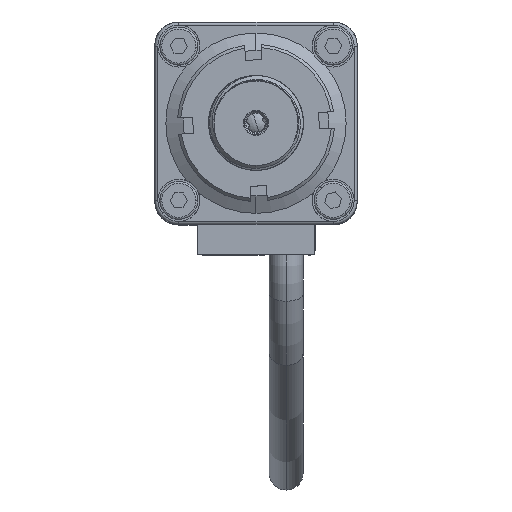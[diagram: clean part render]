
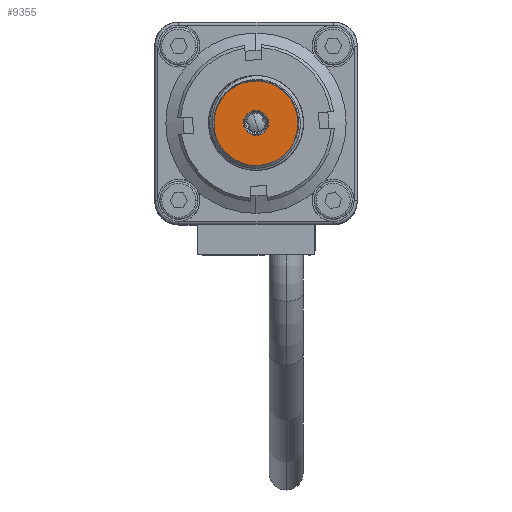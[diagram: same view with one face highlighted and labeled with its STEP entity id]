
A CAD part, top view. The second image highlights one B-rep face of the part: STEP entity #9355.
In plain terms, the highlighted planar face has unit normal (0, 0, 1).
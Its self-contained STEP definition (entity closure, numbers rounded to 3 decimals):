
#597 = AXIS2_PLACEMENT_3D ( 'NONE', #35024, #7351, #20429 ) ;
#644 = DIRECTION ( 'NONE',  ( 1., 0., 0. ) ) ;
#3334 = AXIS2_PLACEMENT_3D ( 'NONE', #3842, #31308, #644 ) ;
#3435 = VERTEX_POINT ( 'NONE', #22661 ) ;
#3842 = CARTESIAN_POINT ( 'NONE',  ( 0., 0., 20. ) ) ;
#4139 = CARTESIAN_POINT ( 'NONE',  ( 1.773, -3.863, 20. ) ) ;
#4154 = EDGE_CURVE ( 'NONE', #3435, #39432, #13582, .T. ) ;
#4644 = EDGE_CURVE ( 'NONE', #15489, #33502, #20736, .T. ) ;
#5640 = CARTESIAN_POINT ( 'NONE',  ( 1.25, 0., 20. ) ) ;
#6425 = AXIS2_PLACEMENT_3D ( 'NONE', #19439, #16807, #16010 ) ;
#6903 = EDGE_CURVE ( 'NONE', #35901, #20901, #35895, .T. ) ;
#7182 = EDGE_LOOP ( 'NONE', ( #30603, #23493, #16992, #29124, #7569 ) ) ;
#7351 = DIRECTION ( 'NONE',  ( 0., 0., 1. ) ) ;
#7569 = ORIENTED_EDGE ( 'NONE', *, *, #30456, .T. ) ;
#7683 = CARTESIAN_POINT ( 'NONE',  ( 0.233, -4.178, 20. ) ) ;
#7785 = DIRECTION ( 'NONE',  ( 1., 0., 0. ) ) ;
#8052 = CARTESIAN_POINT ( 'NONE',  ( -1.382, -4.019, 20. ) ) ;
#8168 = CARTESIAN_POINT ( 'NONE',  ( 0., 0., 20. ) ) ;
#9279 = CARTESIAN_POINT ( 'NONE',  ( 4.25, 0., 20. ) ) ;
#9355 = ADVANCED_FACE ( 'NONE', ( #31575, #25523 ), #34623, .T. ) ;
#9919 = DIRECTION ( 'NONE',  ( 1., 0., 0. ) ) ;
#11274 = AXIS2_PLACEMENT_3D ( 'NONE', #34970, #34357, #9919 ) ;
#11501 = DIRECTION ( 'NONE',  ( 0., 0., 1. ) ) ;
#13582 = CIRCLE ( 'NONE', #17430, 1.25 ) ;
#13707 = ORIENTED_EDGE ( 'NONE', *, *, #4154, .F. ) ;
#13723 = CARTESIAN_POINT ( 'NONE',  ( 1.773, -3.863, 20. ) ) ;
#15489 = VERTEX_POINT ( 'NONE', #9279 ) ;
#16010 = DIRECTION ( 'NONE',  ( 1., 0., 0. ) ) ;
#16557 = B_SPLINE_CURVE_WITH_KNOTS ( 'NONE', 3,
 ( #13723, #32333, #38401, #19976, #35371, #7683 ),
 .UNSPECIFIED., .F., .F.,
 ( 4, 2, 4 ),
 ( 0.004, 0.005, 0.006 ),
 .UNSPECIFIED. ) ;
#16807 = DIRECTION ( 'NONE',  ( 0., 0., 1. ) ) ;
#16992 = ORIENTED_EDGE ( 'NONE', *, *, #34340, .T. ) ;
#17126 = CARTESIAN_POINT ( 'NONE',  ( 0., 0., 20. ) ) ;
#17430 = AXIS2_PLACEMENT_3D ( 'NONE', #8168, #23126, #7785 ) ;
#17969 = CIRCLE ( 'NONE', #597, 4.25 ) ;
#19304 = EDGE_CURVE ( 'NONE', #34895, #35901, #16557, .T. ) ;
#19439 = CARTESIAN_POINT ( 'NONE',  ( 0., 0., 20. ) ) ;
#19976 = CARTESIAN_POINT ( 'NONE',  ( 0.759, -4.145, 20. ) ) ;
#20429 = DIRECTION ( 'NONE',  ( 1., 0., 0. ) ) ;
#20545 = CARTESIAN_POINT ( 'NONE',  ( -1.121, -4.097, 20. ) ) ;
#20736 = CIRCLE ( 'NONE', #3334, 4.25 ) ;
#20901 = VERTEX_POINT ( 'NONE', #26756 ) ;
#22351 = CARTESIAN_POINT ( 'NONE',  ( -4.25, 0., 20. ) ) ;
#22661 = CARTESIAN_POINT ( 'NONE',  ( -1.25, 0., 20. ) ) ;
#23126 = DIRECTION ( 'NONE',  ( 0., 0., 1. ) ) ;
#23194 = CARTESIAN_POINT ( 'NONE',  ( -0.312, -4.202, 20. ) ) ;
#23493 = ORIENTED_EDGE ( 'NONE', *, *, #19304, .F. ) ;
#24524 = ORIENTED_EDGE ( 'NONE', *, *, #26754, .F. ) ;
#25523 = FACE_BOUND ( 'NONE', #33409, .T. ) ;
#26754 = EDGE_CURVE ( 'NONE', #39432, #3435, #28690, .T. ) ;
#26756 = CARTESIAN_POINT ( 'NONE',  ( -1.382, -4.019, 20. ) ) ;
#26843 = DIRECTION ( 'NONE',  ( 1., 0., 0. ) ) ;
#27951 = CIRCLE ( 'NONE', #29903, 4.25 ) ;
#28690 = CIRCLE ( 'NONE', #11274, 1.25 ) ;
#29124 = ORIENTED_EDGE ( 'NONE', *, *, #4644, .T. ) ;
#29903 = AXIS2_PLACEMENT_3D ( 'NONE', #17126, #11501, #26843 ) ;
#30456 = EDGE_CURVE ( 'NONE', #33502, #20901, #17969, .T. ) ;
#30603 = ORIENTED_EDGE ( 'NONE', *, *, #6903, .F. ) ;
#31308 = DIRECTION ( 'NONE',  ( 0., 0., 1. ) ) ;
#31413 = CARTESIAN_POINT ( 'NONE',  ( 0.233, -4.178, 20. ) ) ;
#31575 = FACE_OUTER_BOUND ( 'NONE', #7182, .T. ) ;
#32333 = CARTESIAN_POINT ( 'NONE',  ( 1.53, -3.962, 20. ) ) ;
#32900 = CARTESIAN_POINT ( 'NONE',  ( 0.233, -4.178, 20. ) ) ;
#33409 = EDGE_LOOP ( 'NONE', ( #24524, #13707 ) ) ;
#33502 = VERTEX_POINT ( 'NONE', #22351 ) ;
#34340 = EDGE_CURVE ( 'NONE', #34895, #15489, #27951, .T. ) ;
#34357 = DIRECTION ( 'NONE',  ( 0., 0., 1. ) ) ;
#34623 = PLANE ( 'NONE',  #6425 ) ;
#34895 = VERTEX_POINT ( 'NONE', #4139 ) ;
#34970 = CARTESIAN_POINT ( 'NONE',  ( 0., 0., 20. ) ) ;
#35024 = CARTESIAN_POINT ( 'NONE',  ( 0., 0., 20. ) ) ;
#35371 = CARTESIAN_POINT ( 'NONE',  ( 0.498, -4.174, 20. ) ) ;
#35748 = CARTESIAN_POINT ( 'NONE',  ( -0.851, -4.149, 20. ) ) ;
#35895 = B_SPLINE_CURVE_WITH_KNOTS ( 'NONE', 3,
 ( #32900, #38570, #23194, #35748, #20545, #8052 ),
 .UNSPECIFIED., .F., .F.,
 ( 4, 2, 4 ),
 ( 0., 0.001, 0.002 ),
 .UNSPECIFIED. ) ;
#35901 = VERTEX_POINT ( 'NONE', #31413 ) ;
#38401 = CARTESIAN_POINT ( 'NONE',  ( 1.274, -4.039, 20. ) ) ;
#38570 = CARTESIAN_POINT ( 'NONE',  ( -0.04, -4.204, 20. ) ) ;
#39432 = VERTEX_POINT ( 'NONE', #5640 ) ;
